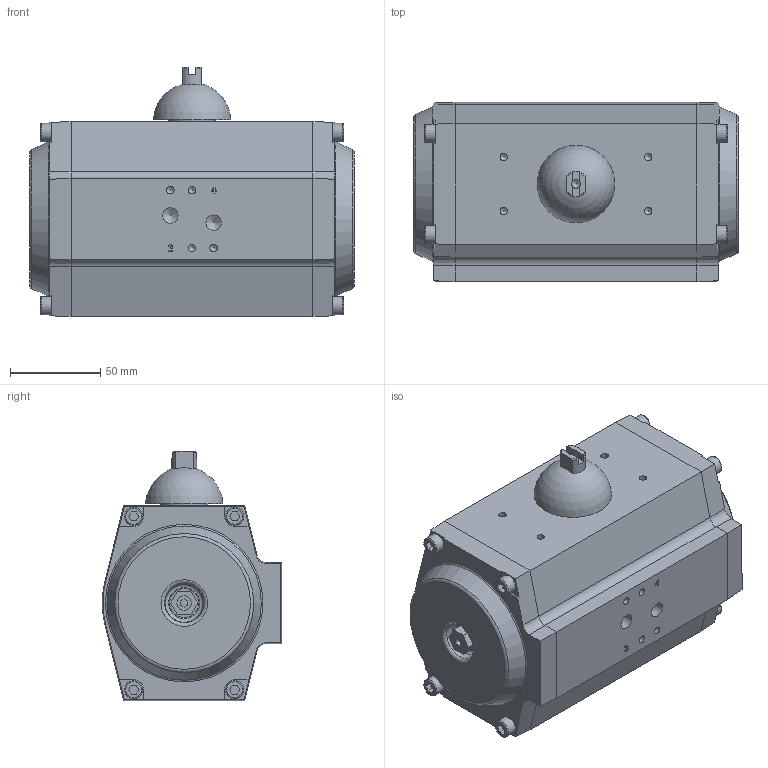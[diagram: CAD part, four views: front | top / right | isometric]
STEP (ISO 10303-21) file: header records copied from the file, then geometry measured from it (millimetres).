
FILE_DESCRIPTION(/* description */ ('Unknown'),/* implementation_level */ '2;1');
FILE_NAME(/* name */ 'DT84_ST32',/* time_stamp */ '2022-08-11T11:44:24+02:00',/* author */ ('Unknown'),/* organization */ ('Unknown'),/* preprocessor_version */ 'ST-DEVELOPER v16.7',/* originating_system */ 'Solid Edge',/* authorisation */ 'Unknown');
FILE_SCHEMA (('AUTOMOTIVE_DESIGN {1 0 10303 214 3 1 1}'));
Length unit declared in the file: millimetre
Products named in the file (1): DT84_ST32
Bounding box: 180 x 99.35 x 138 mm (x, y, z)
Volume: 1547735.1 mm3; surface area: 96401.2 mm2
Topology: 1 solids, 1 shells, 320 faces, 802 edges, 521 vertices
Faces by surface type: plane 212, cone 41, cylinder 40, torus 16, bspline 9, sphere 2
Full cylindrical faces by diameter (mm): 4.134 x8, 4.917 x5, 6.647 x4, 8 x2, 8.566 x2, 10 x8, 14 x1, 16 x2, 18 x1, 26 x1, 32.3 x1
Entity records: 11129 total; most frequent: CARTESIAN_POINT 1691, DIRECTION 1418, ORIENTED_EDGE 1372, EDGE_CURVE 686, LINE 504, VECTOR 504, VERTEX_POINT 500, AXIS2_PLACEMENT_3D 457
